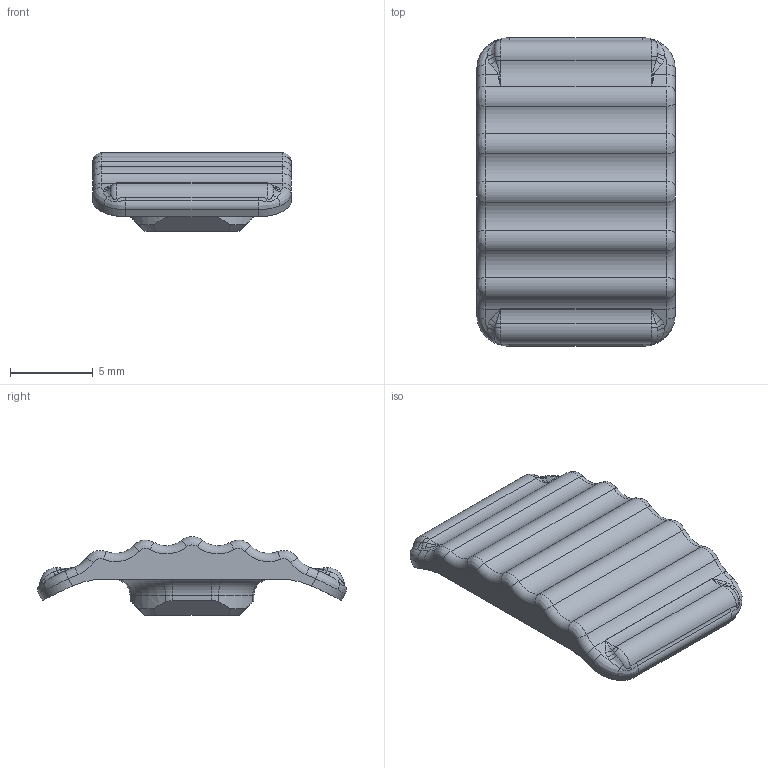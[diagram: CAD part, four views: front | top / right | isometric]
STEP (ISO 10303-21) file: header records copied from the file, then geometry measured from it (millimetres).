
FILE_DESCRIPTION(/* description */ (''),/* implementation_level */ '2;1');
FILE_NAME(/* name */ 'HatSwitchCapRectangular.step',/* time_stamp */ '2023-12-12T11:11:18+01:00',/* author */ (''),/* organization */ (''),/* preprocessor_version */ 'ST-DEVELOPER v20',/* originating_system */ 'Autodesk Translation Framework v12.14.0.127',/* authorisation */ '');
FILE_SCHEMA (('AUTOMOTIVE_DESIGN { 1 0 10303 214 3 1 1 }'));
Length unit declared in the file: millimetre
Products named in the file (1): BUTTON BOX V2
Bounding box: 12 x 18.7 x 4.76 mm (x, y, z)
Volume: 471.4 mm3; surface area: 610 mm2
Topology: 1 solids, 1 shells, 160 faces, 382 edges, 226 vertices
Faces by surface type: cylinder 49, bspline 48, torus 40, plane 19, cone 4
Entity records: 5498 total; most frequent: CARTESIAN_POINT 1889, ORIENTED_EDGE 764, DIRECTION 736, EDGE_CURVE 382, AXIS2_PLACEMENT_3D 325, VERTEX_POINT 226, CIRCLE 196, EDGE_LOOP 162
